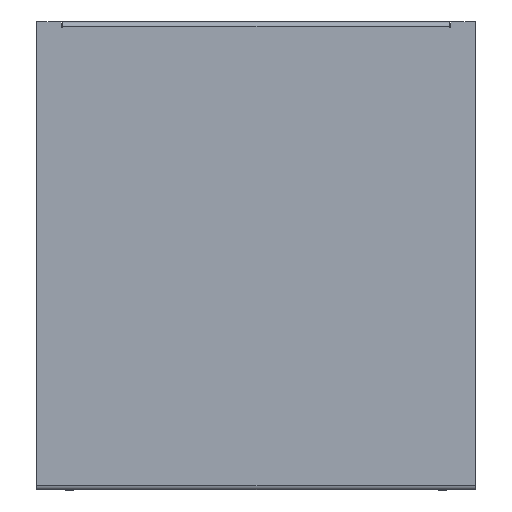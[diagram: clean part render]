
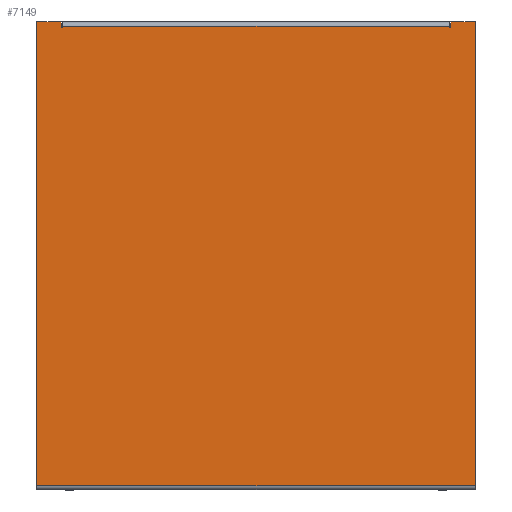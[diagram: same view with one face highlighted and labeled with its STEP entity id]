
A CAD part, left-side view. The second image highlights one B-rep face of the part: STEP entity #7149.
In plain terms, the highlighted planar face has unit normal (-1, 0, 0).
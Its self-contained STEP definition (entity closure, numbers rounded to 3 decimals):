
#257=LINE('',#10806,#1101);
#258=LINE('',#10809,#1102);
#259=LINE('',#10811,#1103);
#260=LINE('',#10813,#1104);
#261=LINE('',#10815,#1105);
#262=LINE('',#10817,#1106);
#263=LINE('',#10819,#1107);
#264=LINE('',#10821,#1108);
#265=LINE('',#10823,#1109);
#266=LINE('',#10825,#1110);
#267=LINE('',#10827,#1111);
#268=LINE('',#10829,#1112);
#1101=VECTOR('',#8691,1000.);
#1102=VECTOR('',#8692,1000.);
#1103=VECTOR('',#8693,1000.);
#1104=VECTOR('',#8694,1000.);
#1105=VECTOR('',#8695,1000.);
#1106=VECTOR('',#8696,1000.);
#1107=VECTOR('',#8697,1000.);
#1108=VECTOR('',#8698,1000.);
#1109=VECTOR('',#8699,1000.);
#1110=VECTOR('',#8700,1000.);
#1111=VECTOR('',#8701,1000.);
#1112=VECTOR('',#8702,1000.);
#2329=ORIENTED_EDGE('',*,*,#4074,.F.);
#2330=ORIENTED_EDGE('',*,*,#4075,.F.);
#2331=ORIENTED_EDGE('',*,*,#4076,.F.);
#2332=ORIENTED_EDGE('',*,*,#4077,.T.);
#2333=ORIENTED_EDGE('',*,*,#4078,.F.);
#2334=ORIENTED_EDGE('',*,*,#4079,.F.);
#2335=ORIENTED_EDGE('',*,*,#4080,.F.);
#2336=ORIENTED_EDGE('',*,*,#4081,.T.);
#2337=ORIENTED_EDGE('',*,*,#4082,.T.);
#2338=ORIENTED_EDGE('',*,*,#4083,.T.);
#2339=ORIENTED_EDGE('',*,*,#4084,.T.);
#2340=ORIENTED_EDGE('',*,*,#4085,.T.);
#4074=EDGE_CURVE('',#4976,#4977,#257,.T.);
#4075=EDGE_CURVE('',#4978,#4976,#258,.T.);
#4076=EDGE_CURVE('',#4979,#4978,#259,.T.);
#4077=EDGE_CURVE('',#4979,#4980,#260,.T.);
#4078=EDGE_CURVE('',#4981,#4980,#261,.T.);
#4079=EDGE_CURVE('',#4982,#4981,#262,.T.);
#4080=EDGE_CURVE('',#4983,#4982,#263,.T.);
#4081=EDGE_CURVE('',#4983,#4984,#264,.T.);
#4082=EDGE_CURVE('',#4984,#4985,#265,.T.);
#4083=EDGE_CURVE('',#4985,#4986,#266,.T.);
#4084=EDGE_CURVE('',#4986,#4987,#267,.T.);
#4085=EDGE_CURVE('',#4987,#4977,#268,.T.);
#4976=VERTEX_POINT('',#10807);
#4977=VERTEX_POINT('',#10808);
#4978=VERTEX_POINT('',#10810);
#4979=VERTEX_POINT('',#10812);
#4980=VERTEX_POINT('',#10814);
#4981=VERTEX_POINT('',#10816);
#4982=VERTEX_POINT('',#10818);
#4983=VERTEX_POINT('',#10820);
#4984=VERTEX_POINT('',#10822);
#4985=VERTEX_POINT('',#10824);
#4986=VERTEX_POINT('',#10826);
#4987=VERTEX_POINT('',#10828);
#5664=EDGE_LOOP('',(#2329,#2330,#2331,#2332,#2333,#2334,#2335,#2336,#2337,
#2338,#2339,#2340));
#6231=FACE_BOUND('',#5664,.T.);
#6744=PLANE('',#7686);
#7149=ADVANCED_FACE('',(#6231),#6744,.F.);
#7686=AXIS2_PLACEMENT_3D('',#10805,#8689,#8690);
#8689=DIRECTION('',(1.,0.,0.));
#8690=DIRECTION('',(0.,0.,-1.));
#8691=DIRECTION('',(0.,0.,1.));
#8692=DIRECTION('',(0.,-1.,0.));
#8693=DIRECTION('',(0.,0.,-1.));
#8694=DIRECTION('',(0.,1.,0.));
#8695=DIRECTION('',(0.,0.,1.));
#8696=DIRECTION('',(0.,-1.,0.));
#8697=DIRECTION('',(0.,0.,-1.));
#8698=DIRECTION('',(0.,1.,0.));
#8699=DIRECTION('',(0.,0.,-1.));
#8700=DIRECTION('',(0.,-1.,0.));
#8701=DIRECTION('',(0.,0.,1.));
#8702=DIRECTION('',(0.,1.,0.));
#10805=CARTESIAN_POINT('',(-450.,0.,0.));
#10806=CARTESIAN_POINT('',(-450.,-266.,0.));
#10807=CARTESIAN_POINT('',(-450.,-266.,580.));
#10808=CARTESIAN_POINT('',(-450.,-266.,588.));
#10809=CARTESIAN_POINT('',(-450.,0.,580.));
#10810=CARTESIAN_POINT('',(-450.,-264.,580.));
#10811=CARTESIAN_POINT('',(-450.,-264.,0.));
#10812=CARTESIAN_POINT('',(-450.,-264.,582.));
#10813=CARTESIAN_POINT('',(-450.,-264.,582.));
#10814=CARTESIAN_POINT('',(-450.,264.,582.));
#10815=CARTESIAN_POINT('',(-450.,264.,0.));
#10816=CARTESIAN_POINT('',(-450.,264.,580.));
#10817=CARTESIAN_POINT('',(-450.,0.,580.));
#10818=CARTESIAN_POINT('',(-450.,266.,580.));
#10819=CARTESIAN_POINT('',(-450.,266.,0.));
#10820=CARTESIAN_POINT('',(-450.,266.,588.));
#10821=CARTESIAN_POINT('',(-450.,300.,588.));
#10822=CARTESIAN_POINT('',(-450.,300.,588.));
#10823=CARTESIAN_POINT('',(-450.,300.,588.));
#10824=CARTESIAN_POINT('',(-450.,300.,-46.));
#10825=CARTESIAN_POINT('',(-450.,300.,-46.));
#10826=CARTESIAN_POINT('',(-450.,-300.,-46.));
#10827=CARTESIAN_POINT('',(-450.,-300.,588.));
#10828=CARTESIAN_POINT('',(-450.,-300.,588.));
#10829=CARTESIAN_POINT('',(-450.,300.,588.));
